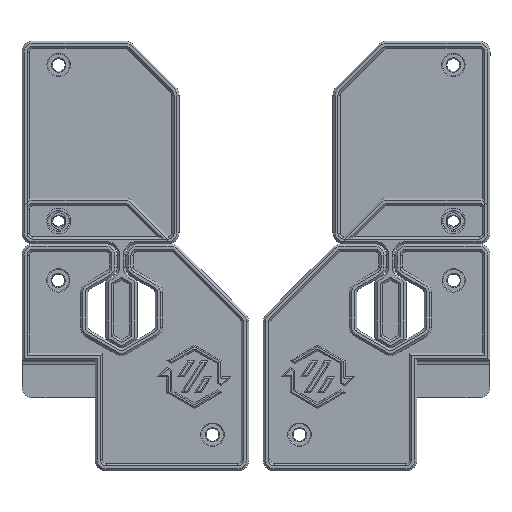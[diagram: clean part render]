
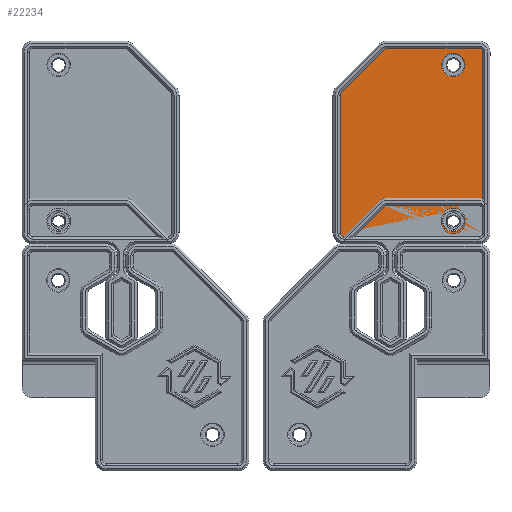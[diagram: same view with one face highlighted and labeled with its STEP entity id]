
A CAD part, top view. The second image highlights one B-rep face of the part: STEP entity #22234.
In plain terms, the highlighted face is planar.
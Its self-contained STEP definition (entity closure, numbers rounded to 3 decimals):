
#789=FACE_BOUND('',#3639,.T.);
#790=FACE_BOUND('',#3640,.T.);
#1189=PLANE('',#24088);
#2322=FACE_OUTER_BOUND('',#3638,.T.);
#3638=EDGE_LOOP('',(#18042,#18043,#18044,#18045,#18046,#18047,#18048,#18049,
#18050,#18051));
#3639=EDGE_LOOP('',(#18052));
#3640=EDGE_LOOP('',(#18053));
#5448=LINE('',#34753,#7979);
#5452=LINE('',#34765,#7983);
#5453=LINE('',#34768,#7984);
#5458=LINE('',#34781,#7989);
#5460=LINE('',#34785,#7991);
#7979=VECTOR('',#28177,10.);
#7983=VECTOR('',#28191,10.);
#7984=VECTOR('',#28194,10.);
#7989=VECTOR('',#28209,10.);
#7991=VECTOR('',#28213,10.);
#9808=CIRCLE('',#24049,1.);
#9809=CIRCLE('',#24051,1.);
#9810=CIRCLE('',#24055,1.);
#9811=CIRCLE('',#24057,1.);
#9812=CIRCLE('',#24061,1.);
#9830=CIRCLE('',#24083,3.2);
#9834=CIRCLE('',#24089,3.2);
#10923=VERTEX_POINT('',#34749);
#10924=VERTEX_POINT('',#34751);
#10925=VERTEX_POINT('',#34755);
#10926=VERTEX_POINT('',#34759);
#10927=VERTEX_POINT('',#34763);
#10928=VERTEX_POINT('',#34767);
#10929=VERTEX_POINT('',#34771);
#10930=VERTEX_POINT('',#34775);
#10931=VERTEX_POINT('',#34779);
#10932=VERTEX_POINT('',#34783);
#10961=VERTEX_POINT('',#34851);
#10965=VERTEX_POINT('',#34863);
#13425=EDGE_CURVE('',#10923,#10924,#5448,.T.);
#13427=EDGE_CURVE('',#10925,#10924,#9808,.T.);
#13429=EDGE_CURVE('',#10923,#10926,#9809,.T.);
#13431=EDGE_CURVE('',#10925,#10927,#5452,.F.);
#13432=EDGE_CURVE('',#10928,#10926,#5453,.T.);
#13435=EDGE_CURVE('',#10929,#10927,#9810,.T.);
#13437=EDGE_CURVE('',#10928,#10930,#9811,.T.);
#13439=EDGE_CURVE('',#10929,#10931,#5458,.F.);
#13441=EDGE_CURVE('',#10932,#10930,#5460,.F.);
#13442=EDGE_CURVE('',#10932,#10931,#9812,.T.);
#13474=EDGE_CURVE('',#10961,#10961,#9830,.T.);
#13480=EDGE_CURVE('',#10965,#10965,#9834,.T.);
#18042=ORIENTED_EDGE('',*,*,#13437,.F.);
#18043=ORIENTED_EDGE('',*,*,#13432,.T.);
#18044=ORIENTED_EDGE('',*,*,#13429,.F.);
#18045=ORIENTED_EDGE('',*,*,#13425,.T.);
#18046=ORIENTED_EDGE('',*,*,#13427,.F.);
#18047=ORIENTED_EDGE('',*,*,#13431,.T.);
#18048=ORIENTED_EDGE('',*,*,#13435,.F.);
#18049=ORIENTED_EDGE('',*,*,#13439,.T.);
#18050=ORIENTED_EDGE('',*,*,#13442,.F.);
#18051=ORIENTED_EDGE('',*,*,#13441,.T.);
#18052=ORIENTED_EDGE('',*,*,#13480,.T.);
#18053=ORIENTED_EDGE('',*,*,#13474,.T.);
#22234=ADVANCED_FACE('',(#2322,#789,#790),#1189,.T.);
#24049=AXIS2_PLACEMENT_3D('',#34757,#28181,#28182);
#24051=AXIS2_PLACEMENT_3D('',#34761,#28186,#28187);
#24055=AXIS2_PLACEMENT_3D('',#34773,#28199,#28200);
#24057=AXIS2_PLACEMENT_3D('',#34777,#28204,#28205);
#24061=AXIS2_PLACEMENT_3D('',#34787,#28216,#28217);
#24083=AXIS2_PLACEMENT_3D('',#34852,#28274,#28275);
#24088=AXIS2_PLACEMENT_3D('',#34862,#28286,#28287);
#24089=AXIS2_PLACEMENT_3D('',#34864,#28288,#28289);
#28177=DIRECTION('',(-1.,0.,0.));
#28181=DIRECTION('center_axis',(0.,0.,
1.));
#28182=DIRECTION('ref_axis',(-0.707,-0.707,0.));
#28186=DIRECTION('center_axis',(0.,0.,
1.));
#28187=DIRECTION('ref_axis',(0.707,-0.707,0.));
#28191=DIRECTION('',(0.,-1.,0.));
#28194=DIRECTION('',(0.,-1.,0.));
#28199=DIRECTION('center_axis',(0.,0.,
1.));
#28200=DIRECTION('ref_axis',(-0.707,0.707,0.));
#28204=DIRECTION('center_axis',(0.,0.,
1.));
#28205=DIRECTION('ref_axis',(0.924,0.383,0.));
#28209=DIRECTION('',(-1.,0.,0.));
#28213=DIRECTION('',(-0.707,0.707,0.));
#28216=DIRECTION('center_axis',(0.,0.,
1.));
#28217=DIRECTION('ref_axis',(0.383,0.924,0.));
#28274=DIRECTION('center_axis',(0.,0.,
1.));
#28275=DIRECTION('ref_axis',(-1.,0.,0.));
#28286=DIRECTION('center_axis',(0.,0.,
-1.));
#28287=DIRECTION('ref_axis',(-1.,0.,0.));
#28288=DIRECTION('center_axis',(0.,0.,
1.));
#28289=DIRECTION('ref_axis',(-1.,0.,0.));
#34749=CARTESIAN_POINT('',(38.289,2.,-4.499));
#34751=CARTESIAN_POINT('',(1.315,2.,-4.499));
#34753=CARTESIAN_POINT('',(23.862,2.,-4.499));
#34755=CARTESIAN_POINT('',(0.315,3.,-4.499));
#34757=CARTESIAN_POINT('Origin',(1.315,3.,-4.499));
#34759=CARTESIAN_POINT('',(39.289,3.,-4.499));
#34761=CARTESIAN_POINT('Origin',(38.289,3.,-4.499));
#34763=CARTESIAN_POINT('',(0.315,52.545,-4.499));
#34765=CARTESIAN_POINT('',(0.315,43.624,-4.499));
#34767=CARTESIAN_POINT('',(39.289,40.758,-4.499));
#34768=CARTESIAN_POINT('',(39.289,40.124,-4.499));
#34771=CARTESIAN_POINT('',(1.315,53.545,-4.499));
#34773=CARTESIAN_POINT('Origin',(1.315,52.545,-4.499));
#34775=CARTESIAN_POINT('',(38.997,41.465,-4.499));
#34777=CARTESIAN_POINT('Origin',(38.289,40.758,-4.499));
#34779=CARTESIAN_POINT('',(26.502,53.545,-4.499));
#34781=CARTESIAN_POINT('',(22.496,53.545,-4.499));
#34783=CARTESIAN_POINT('',(27.209,53.252,-4.499));
#34785=CARTESIAN_POINT('',(34.371,46.09,-4.499));
#34787=CARTESIAN_POINT('Origin',(26.502,52.545,-4.499));
#34851=CARTESIAN_POINT('',(11.55,6.62,-4.499));
#34852=CARTESIAN_POINT('Origin',(8.35,6.62,-4.499));
#34862=CARTESIAN_POINT('Origin',(19.025,35.248,-4.499));
#34863=CARTESIAN_POINT('',(11.55,49.,-4.499));
#34864=CARTESIAN_POINT('Origin',(8.35,49.,-4.499));
